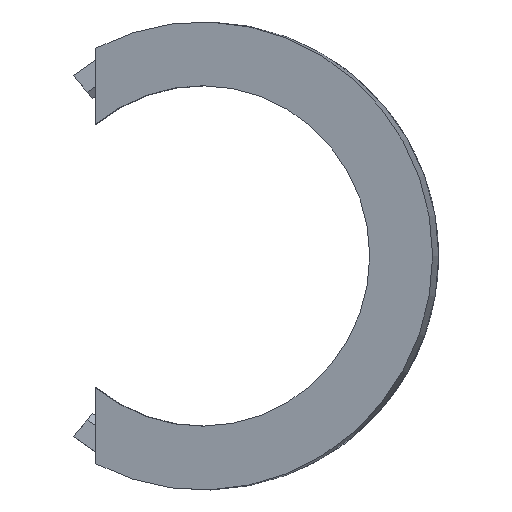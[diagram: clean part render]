
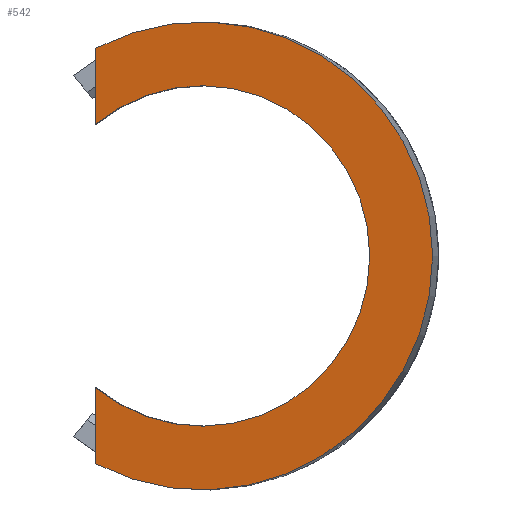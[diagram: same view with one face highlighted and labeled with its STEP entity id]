
A CAD part, top view. The second image highlights one B-rep face of the part: STEP entity #542.
In plain terms, the highlighted planar face has unit normal (-0.174, 0, 0.985).
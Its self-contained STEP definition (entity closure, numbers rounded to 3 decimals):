
#37=PLANE('',#605);
#72=FACE_OUTER_BOUND('',#103,.T.);
#103=EDGE_LOOP('',(#491,#492,#493,#494));
#132=CIRCLE('',#590,8.25);
#138=CIRCLE('',#606,6.);
#166=LINE('',#891,#208);
#170=LINE('',#935,#212);
#208=VECTOR('',#715,10.);
#212=VECTOR('',#733,10.);
#255=VERTEX_POINT('',#872);
#258=VERTEX_POINT('',#883);
#263=VERTEX_POINT('',#924);
#264=VERTEX_POINT('',#934);
#324=EDGE_CURVE('',#258,#255,#166,.T.);
#331=EDGE_CURVE('',#263,#255,#132,.T.);
#334=EDGE_CURVE('',#263,#264,#170,.T.);
#350=EDGE_CURVE('',#258,#264,#138,.T.);
#491=ORIENTED_EDGE('',*,*,#324,.F.);
#492=ORIENTED_EDGE('',*,*,#350,.T.);
#493=ORIENTED_EDGE('',*,*,#334,.F.);
#494=ORIENTED_EDGE('',*,*,#331,.T.);
#542=ADVANCED_FACE('',(#72),#37,.F.);
#590=AXIS2_PLACEMENT_3D('',#925,#727,#728);
#605=AXIS2_PLACEMENT_3D('',#972,#768,#769);
#606=AXIS2_PLACEMENT_3D('',#973,#770,#771);
#715=DIRECTION('',(0.,1.,0.));
#727=DIRECTION('center_axis',(-0.174,0.,0.985));
#728=DIRECTION('ref_axis',(-0.985,0.,-0.174));
#733=DIRECTION('',(0.,1.,0.));
#768=DIRECTION('center_axis',(0.174,0.,-0.985));
#769=DIRECTION('ref_axis',(-0.985,0.,-0.174));
#770=DIRECTION('center_axis',(0.174,0.,-0.985));
#771=DIRECTION('ref_axis',(-0.985,0.,-0.174));
#872=CARTESIAN_POINT('',(-3.818,7.323,2.808));
#883=CARTESIAN_POINT('',(-3.818,4.643,2.808));
#891=CARTESIAN_POINT('',(-3.818,0.,2.808));
#924=CARTESIAN_POINT('',(-3.818,-7.323,2.808));
#925=CARTESIAN_POINT('Origin',(-0.076,0.,
3.468));
#934=CARTESIAN_POINT('',(-3.818,-4.643,2.808));
#935=CARTESIAN_POINT('',(-3.818,0.,2.808));
#972=CARTESIAN_POINT('Origin',(1.524,0.,3.75));
#973=CARTESIAN_POINT('Origin',(-0.076,0.,
3.468));
